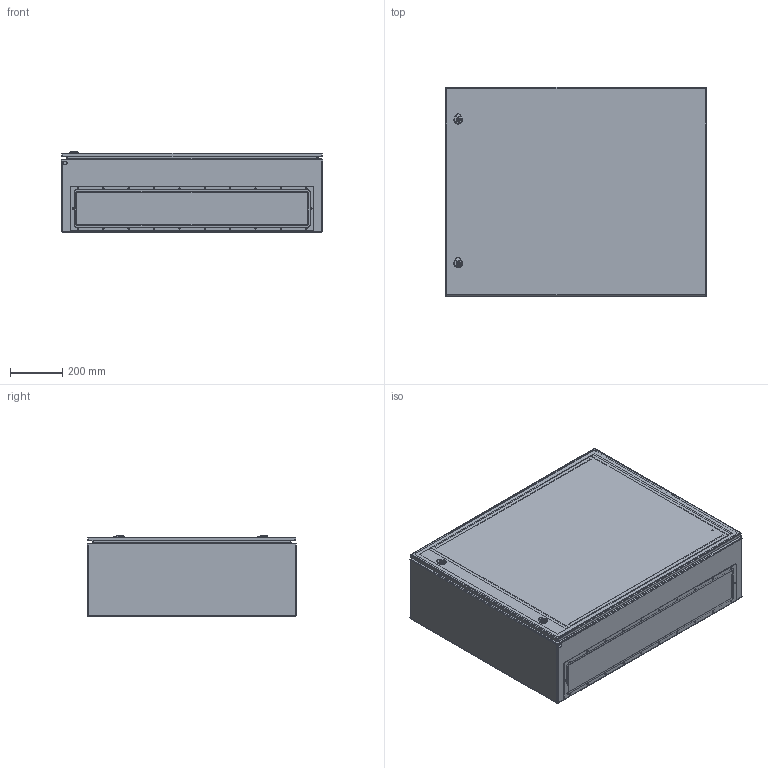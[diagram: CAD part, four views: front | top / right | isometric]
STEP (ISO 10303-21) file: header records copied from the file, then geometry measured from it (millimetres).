
FILE_DESCRIPTION(/* description */ (''),/* implementation_level */ '2;1');
FILE_NAME(/* name */ 'GN8010030SP',/* time_stamp */ '2025-04-29T12:03:57+02:00',/* author */ (''),/* organization */ (''),/* preprocessor_version */ 'ST-DEVELOPER v19.4',/* originating_system */ 'SIEMENS PLM Software NX2212.8101',/* authorisation */ '');
FILE_SCHEMA (('AP203_CONFIGURATION_CONTROLLED_3D_DESIGN_OF_MECHANICAL_PARTS_AND_ASSEMBLIES_MIM_LF { 1 0 10303 403 2 1 2}'));
Length unit declared in the file: millimetre
Products named in the file (5): 501.P004-01-CIERRE 1 PUNTO; 501.P002.1023-01-Puerta_800x1000; 501.P003.1011-01-TAPA PASACABLES LISA; 501.P001.1061-01-FONDO 800x1000x300; 501.C001.2061-01-GN8010030SP
Assembly tree (5 placements, depth 2):
  501.C001.2061-01-GN8010030SP
    501.P001.1061-01-FONDO 800x1000x300
    501.P003.1011-01-TAPA PASACABLES LISA
    501.P002.1023-01-Puerta_800x1000
    501.P004-01-CIERRE 1 PUNTO  x2
Bounding box: 1000 x 802 x 306.2 mm (x, y, z)
Volume: 4825203.4 mm3; surface area: 5825756.6 mm2
Topology: 11 solids, 11 shells, 748 faces, 2021 edges, 1296 vertices
Faces by surface type: cylinder 382, plane 304, bspline 24, sphere 20, cone 10, torus 8
Full cylindrical faces by diameter (mm): 3 x34, 3.5 x124, 5 x2, 6 x23, 8 x5, 9 x4, 10 x2, 15.1 x1, 16 x4, 16.25 x2, 19.3 x2
Entity records: 22101 total; most frequent: CARTESIAN_POINT 3947, DIRECTION 3630, ORIENTED_EDGE 3142, EDGE_CURVE 1571, AXIS2_PLACEMENT_3D 1443, EDGE_LOOP 1268, VERTEX_POINT 1127, FACE_BOUND 829
